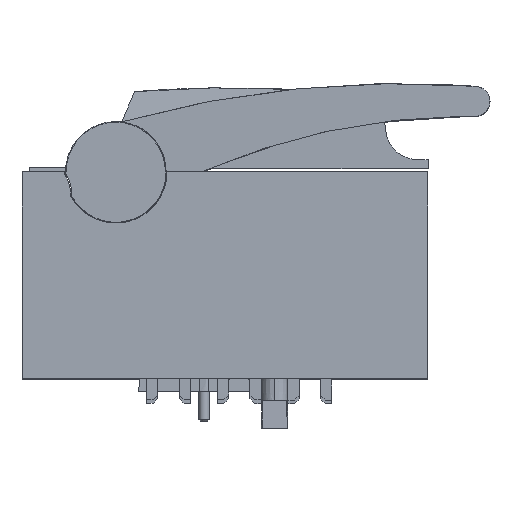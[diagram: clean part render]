
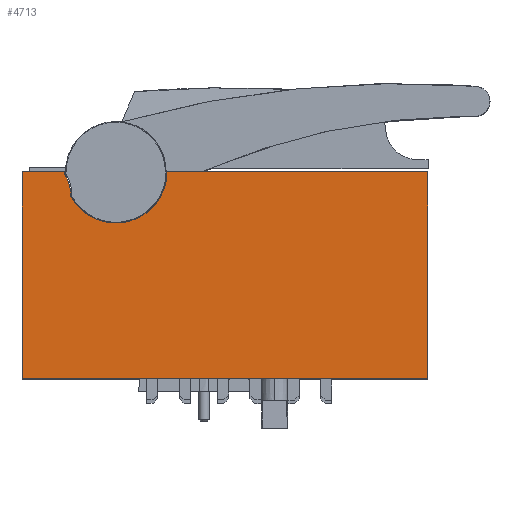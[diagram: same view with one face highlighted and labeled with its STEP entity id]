
A CAD part, top view. The second image highlights one B-rep face of the part: STEP entity #4713.
In plain terms, the highlighted planar face has unit normal (0, 0, 1).
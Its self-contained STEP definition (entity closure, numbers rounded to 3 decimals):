
#345=DIRECTION('',(-1.,0.,0.));
#346=VECTOR('',#345,147.761);
#347=CARTESIAN_POINT('',(112.512,39.085,92.));
#348=LINE('',#347,#346);
#435=DIRECTION('',(0.,1.,0.));
#436=VECTOR('',#435,116.994);
#437=CARTESIAN_POINT('',(112.512,-77.908,92.));
#438=LINE('',#437,#436);
#1303=DIRECTION('',(-1.,0.,0.));
#1304=VECTOR('',#1303,24.069);
#1305=CARTESIAN_POINT('',(-93.28,39.087,92.));
#1306=LINE('',#1305,#1304);
#1620=CARTESIAN_POINT('',(-64.264,39.092,92.));
#1621=DIRECTION('',(0.,0.,1.));
#1622=DIRECTION('',(-1.,0.,0.));
#1623=AXIS2_PLACEMENT_3D('',#1620,#1621,#1622);
#1625=CARTESIAN_POINT('',(-112.093,25.809,92.));
#1626=DIRECTION('',(0.,0.,-1.));
#1627=DIRECTION('',(0.843,0.538,0.));
#1628=AXIS2_PLACEMENT_3D('',#1625,#1626,#1627);
#1630=CARTESIAN_POINT('',(-112.093,25.809,92.));
#1631=DIRECTION('',(0.,0.,-1.));
#1632=DIRECTION('',(1.,0.,0.));
#1633=AXIS2_PLACEMENT_3D('',#1630,#1631,#1632);
#1635=CARTESIAN_POINT('',(-64.264,39.092,92.));
#1636=DIRECTION('',(0.,0.,1.));
#1637=DIRECTION('',(-0.879,-0.478,0.));
#1638=AXIS2_PLACEMENT_3D('',#1635,#1636,#1637);
#1640=DIRECTION('',(0.,-1.,0.));
#1641=VECTOR('',#1640,116.995);
#1642=CARTESIAN_POINT('',(-117.349,39.087,92.));
#1643=LINE('',#1642,#1641);
#1652=DIRECTION('',(1.,0.,0.));
#1653=VECTOR('',#1652,229.862);
#1654=CARTESIAN_POINT('',(-117.349,-77.908,
92.));
#1655=LINE('',#1654,#1653);
#1843=CARTESIAN_POINT('',(-89.758,25.235,92.));
#1844=VERTEX_POINT('',#1843);
#1845=CARTESIAN_POINT('',(-89.75,25.809,92.));
#1846=VERTEX_POINT('',#1845);
#1847=CARTESIAN_POINT('',(-93.252,37.818,92.));
#1848=VERTEX_POINT('',#1847);
#1902=CARTESIAN_POINT('',(112.512,39.085,92.));
#1903=VERTEX_POINT('',#1902);
#1904=CARTESIAN_POINT('',(-35.248,39.085,92.));
#1905=VERTEX_POINT('',#1904);
#1936=CARTESIAN_POINT('',(112.512,-77.908,92.));
#1937=VERTEX_POINT('',#1936);
#2089=CARTESIAN_POINT('',(-93.28,39.087,92.));
#2090=VERTEX_POINT('',#2089);
#2091=CARTESIAN_POINT('',(-117.349,39.087,92.));
#2092=VERTEX_POINT('',#2091);
#2148=CARTESIAN_POINT('',(-117.349,-77.908,
92.));
#2149=VERTEX_POINT('',#2148);
#4695=CARTESIAN_POINT('',(0.,0.,
92.));
#4696=DIRECTION('',(0.,0.,1.));
#4697=DIRECTION('',(1.,0.,0.));
#4698=AXIS2_PLACEMENT_3D('',#4695,#4696,#4697);
#4699=PLANE('',#4698);
#4701=ORIENTED_EDGE('',*,*,#4700,.F.);
#4702=ORIENTED_EDGE('',*,*,#4051,.F.);
#4703=ORIENTED_EDGE('',*,*,#4677,.T.);
#4704=ORIENTED_EDGE('',*,*,#2366,.T.);
#4705=ORIENTED_EDGE('',*,*,#2364,.T.);
#4706=ORIENTED_EDGE('',*,*,#2761,.T.);
#4707=ORIENTED_EDGE('',*,*,#2521,.F.);
#4708=ORIENTED_EDGE('',*,*,#2640,.F.);
#4710=ORIENTED_EDGE('',*,*,#4709,.F.);
#4711=EDGE_LOOP('',(#4701,#4702,#4703,#4704,#4705,#4706,#4707,#4708,#4710));
#4712=FACE_OUTER_BOUND('',#4711,.F.);
#1624=CIRCLE('',#1623,29.016);
#1629=CIRCLE('',#1628,22.343);
#1634=CIRCLE('',#1633,22.343);
#1639=CIRCLE('',#1638,29.016);
#2364=EDGE_CURVE('',#1846,#1844,#1634,.T.);
#2366=EDGE_CURVE('',#1848,#1846,#1629,.T.);
#2521=EDGE_CURVE('',#1903,#1905,#348,.T.);
#2640=EDGE_CURVE('',#1937,#1903,#438,.T.);
#2761=EDGE_CURVE('',#1844,#1905,#1639,.T.);
#4051=EDGE_CURVE('',#2090,#2092,#1306,.T.);
#4677=EDGE_CURVE('',#2090,#1848,#1624,.T.);
#4700=EDGE_CURVE('',#2092,#2149,#1643,.T.);
#4709=EDGE_CURVE('',#2149,#1937,#1655,.T.);
#4713=ADVANCED_FACE('',(#4712),#4699,.T.);
